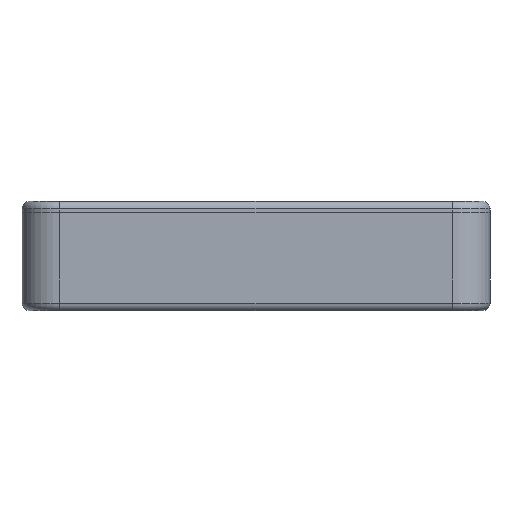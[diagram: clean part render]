
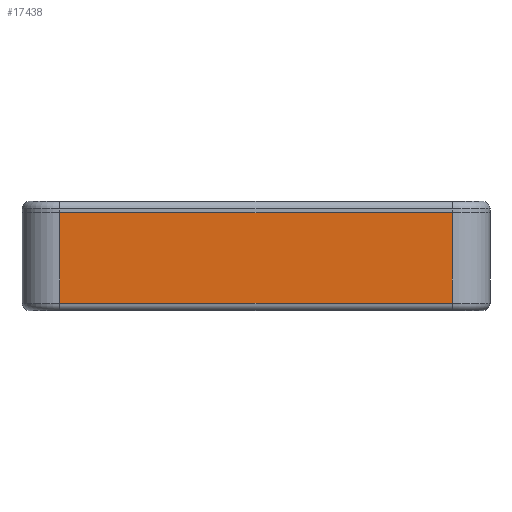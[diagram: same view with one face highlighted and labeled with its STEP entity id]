
A CAD part, front view. The second image highlights one B-rep face of the part: STEP entity #17438.
In plain terms, the highlighted planar face has unit normal (0, -1, 0).
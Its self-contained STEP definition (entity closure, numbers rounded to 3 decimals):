
#2182=FACE_OUTER_BOUND('',#3241,.T.);
#3241=EDGE_LOOP('',(#15500,#15501,#15502,#15503));
#5086=LINE('',#28682,#6962);
#5093=LINE('',#28712,#6969);
#5103=LINE('',#28758,#6979);
#5104=LINE('',#28760,#6980);
#6962=VECTOR('',#23542,10.);
#6969=VECTOR('',#23569,10.);
#6979=VECTOR('',#23627,10.);
#6980=VECTOR('',#23630,10.);
#8523=VERTEX_POINT('',#28679);
#8524=VERTEX_POINT('',#28681);
#8534=VERTEX_POINT('',#28705);
#8537=VERTEX_POINT('',#28710);
#10854=EDGE_CURVE('',#8523,#8524,#5086,.T.);
#10869=EDGE_CURVE('',#8537,#8534,#5093,.T.);
#10893=EDGE_CURVE('',#8534,#8523,#5103,.T.);
#10894=EDGE_CURVE('',#8537,#8524,#5104,.T.);
#15500=ORIENTED_EDGE('',*,*,#10869,.F.);
#15501=ORIENTED_EDGE('',*,*,#10894,.T.);
#15502=ORIENTED_EDGE('',*,*,#10854,.F.);
#15503=ORIENTED_EDGE('',*,*,#10893,.F.);
#16535=PLANE('',#19016);
#17438=ADVANCED_FACE('',(#2182),#16535,.T.);
#19016=AXIS2_PLACEMENT_3D('',#28759,#23628,#23629);
#23542=DIRECTION('',(1.,0.,0.));
#23569=DIRECTION('',(-1.,0.,0.));
#23627=DIRECTION('',(0.,0.,1.));
#23628=DIRECTION('center_axis',(0.,-1.,
0.));
#23629=DIRECTION('ref_axis',(1.,0.,0.));
#23630=DIRECTION('',(0.,0.,1.));
#28679=CARTESIAN_POINT('',(-28.536,-33.534,13.));
#28681=CARTESIAN_POINT('',(23.536,-33.536,13.));
#28682=CARTESIAN_POINT('',(-28.536,-33.534,13.));
#28705=CARTESIAN_POINT('',(-28.536,-33.534,1.));
#28710=CARTESIAN_POINT('',(23.536,-33.536,1.));
#28712=CARTESIAN_POINT('',(-15.518,-33.535,1.));
#28758=CARTESIAN_POINT('',(-28.536,-33.534,0.));
#28759=CARTESIAN_POINT('Origin',(-28.536,-33.534,0.));
#28760=CARTESIAN_POINT('',(23.536,-33.536,0.));
